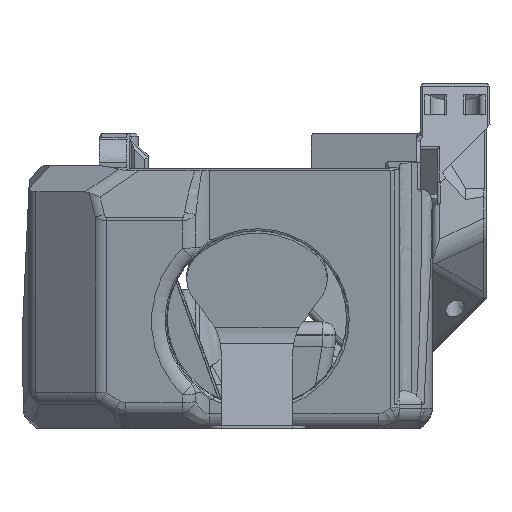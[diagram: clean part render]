
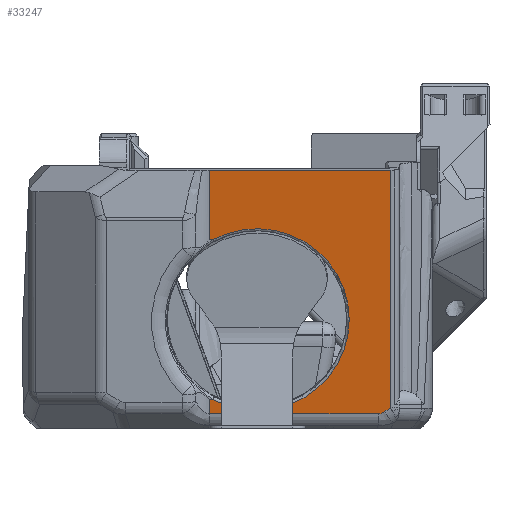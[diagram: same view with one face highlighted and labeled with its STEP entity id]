
A CAD part, left-side view. The second image highlights one B-rep face of the part: STEP entity #33247.
In plain terms, the highlighted planar face has unit normal (-0.985, 0, -0.174).
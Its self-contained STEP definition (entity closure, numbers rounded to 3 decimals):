
#1088=B_SPLINE_CURVE_WITH_KNOTS('',3,(#52471,#52472,#52473,#52474),
 .UNSPECIFIED.,.F.,.F.,(4,4),(0.,0.382),.UNSPECIFIED.);
#1108=B_SPLINE_CURVE_WITH_KNOTS('',3,(#52816,#52817,#52818,#52819),
 .UNSPECIFIED.,.F.,.F.,(4,4),(0.618,1.),.UNSPECIFIED.);
#1983=CIRCLE('',#35767,14.4);
#2764=ELLIPSE('',#35768,3.203,2.);
#5850=ORIENTED_EDGE('',*,*,#14854,.F.);
#5851=ORIENTED_EDGE('',*,*,#14993,.T.);
#5852=ORIENTED_EDGE('',*,*,#14994,.T.);
#5853=ORIENTED_EDGE('',*,*,#14995,.F.);
#5854=ORIENTED_EDGE('',*,*,#14996,.T.);
#5855=ORIENTED_EDGE('',*,*,#14997,.T.);
#5856=ORIENTED_EDGE('',*,*,#14998,.F.);
#5857=ORIENTED_EDGE('',*,*,#14999,.T.);
#5858=ORIENTED_EDGE('',*,*,#14437,.F.);
#5859=ORIENTED_EDGE('',*,*,#14462,.F.);
#14437=EDGE_CURVE('',#19188,#19189,#22211,.T.);
#14462=EDGE_CURVE('',#19206,#19188,#22230,.T.);
#14854=EDGE_CURVE('',#19484,#19206,#1088,.F.);
#14993=EDGE_CURVE('',#19484,#19584,#1983,.T.);
#14994=EDGE_CURVE('',#19584,#19585,#1108,.T.);
#14995=EDGE_CURVE('',#19586,#19585,#22566,.T.);
#14996=EDGE_CURVE('',#19586,#19587,#22567,.T.);
#14997=EDGE_CURVE('',#19587,#19588,#2764,.T.);
#14998=EDGE_CURVE('',#19589,#19588,#22568,.T.);
#14999=EDGE_CURVE('',#19589,#19189,#22569,.T.);
#19188=VERTEX_POINT('',#50740);
#19189=VERTEX_POINT('',#50742);
#19206=VERTEX_POINT('',#50801);
#19484=VERTEX_POINT('',#52470);
#19584=VERTEX_POINT('',#52815);
#19585=VERTEX_POINT('',#52820);
#19586=VERTEX_POINT('',#52822);
#19587=VERTEX_POINT('',#52824);
#19588=VERTEX_POINT('',#52826);
#19589=VERTEX_POINT('',#52828);
#22211=LINE('',#50741,#25216);
#22230=LINE('',#50802,#25235);
#22566=LINE('',#52821,#25571);
#22567=LINE('',#52823,#25572);
#22568=LINE('',#52827,#25573);
#22569=LINE('',#52829,#25574);
#25216=VECTOR('',#39761,1000.);
#25235=VECTOR('',#39798,1000.);
#25571=VECTOR('',#40616,1000.);
#25572=VECTOR('',#40617,1000.);
#25573=VECTOR('',#40620,1000.);
#25574=VECTOR('',#40621,1000.);
#28100=EDGE_LOOP('',(#5850,#5851,#5852,#5853,#5854,#5855,#5856,#5857,#5858,
#5859));
#30162=FACE_BOUND('',#28100,.T.);
#31917=PLANE('',#35766);
#33247=ADVANCED_FACE('',(#30162),#31917,.F.);
#35766=AXIS2_PLACEMENT_3D('',#52813,#40612,#40613);
#35767=AXIS2_PLACEMENT_3D('',#52814,#40614,#40615);
#35768=AXIS2_PLACEMENT_3D('',#52825,#40618,#40619);
#39761=DIRECTION('',(0.,-1.,0.));
#39798=DIRECTION('',(-0.174,0.,0.985));
#40612=DIRECTION('',(0.985,0.,0.174));
#40613=DIRECTION('',(-0.174,0.,0.985));
#40614=DIRECTION('',(0.985,0.,0.174));
#40615=DIRECTION('',(0.174,0.,-0.985));
#40616=DIRECTION('',(-0.174,0.,0.985));
#40617=DIRECTION('',(0.,-1.,0.));
#40618=DIRECTION('',(-0.985,0.,-0.174));
#40619=DIRECTION('',(-0.165,-0.304,0.938));
#40620=DIRECTION('',(0.097,0.829,-0.551));
#40621=DIRECTION('',(-0.174,0.,0.985));
#50740=CARTESIAN_POINT('',(-34.572,12.27,40.304));
#50741=CARTESIAN_POINT('',(-34.572,24.853,40.304));
#50742=CARTESIAN_POINT('',(-34.572,-16.002,40.304));
#50801=CARTESIAN_POINT('',(-32.66,12.27,29.463));
#50802=CARTESIAN_POINT('',(-31.185,12.27,21.099));
#52470=CARTESIAN_POINT('',(-32.651,11.767,29.413));
#52471=CARTESIAN_POINT('',(-32.66,12.27,29.463));
#52472=CARTESIAN_POINT('',(-32.657,12.102,29.442));
#52473=CARTESIAN_POINT('',(-32.654,11.935,29.425));
#52474=CARTESIAN_POINT('',(-32.651,11.767,29.413));
#52813=CARTESIAN_POINT('',(-31.185,24.853,21.099));
#52814=CARTESIAN_POINT('',(-30.458,4.853,16.973));
#52815=CARTESIAN_POINT('',(-28.264,11.767,4.533));
#52816=CARTESIAN_POINT('',(-28.264,11.767,4.533));
#52817=CARTESIAN_POINT('',(-28.262,11.935,4.52));
#52818=CARTESIAN_POINT('',(-28.259,12.102,4.503));
#52819=CARTESIAN_POINT('',(-28.255,12.27,4.482));
#52820=CARTESIAN_POINT('',(-28.255,12.27,4.482));
#52821=CARTESIAN_POINT('',(-31.185,12.27,21.099));
#52822=CARTESIAN_POINT('',(-27.864,12.27,2.262));
#52823=CARTESIAN_POINT('',(-27.864,-14.655,2.262));
#52824=CARTESIAN_POINT('',(-27.864,-14.07,2.262));
#52825=CARTESIAN_POINT('',(-28.404,-14.652,5.326));
#52826=CARTESIAN_POINT('',(-27.923,-15.07,2.597));
#52827=CARTESIAN_POINT('',(-27.821,-14.199,2.018));
#52828=CARTESIAN_POINT('',(-28.032,-16.002,3.216));
#52829=CARTESIAN_POINT('',(-7.663,-16.002,-112.301));
